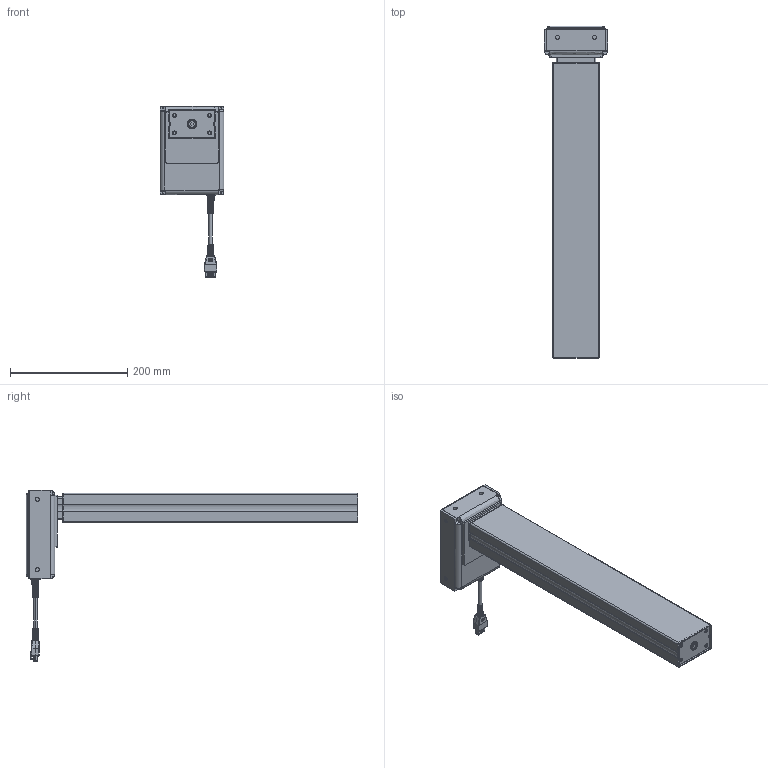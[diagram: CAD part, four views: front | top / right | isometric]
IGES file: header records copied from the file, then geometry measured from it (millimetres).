
Start section: SolidWorks IGES file using analytic representation for surfaces
Global section: file name: DD 21.IGS; native system: SolidWorks 2016; preprocessor: SolidWorks 2016; author: ckuhn; date: 170630.104725; units: millimetre
Bounding box: 108.6 x 565.25 x 291.41 mm (x, y, z)
Surface area: 202554 mm2 (no closed solid volume)
Topology: 0 solids, 0 shells, 1199 faces, 10642 edges, 10522 vertices
Faces by surface type: bspline 783, revolution 416
